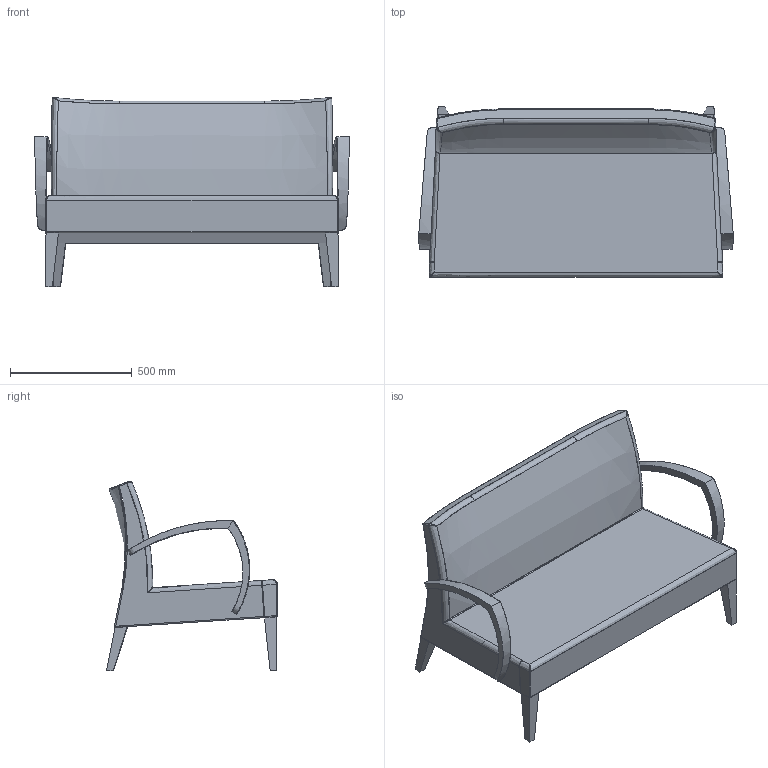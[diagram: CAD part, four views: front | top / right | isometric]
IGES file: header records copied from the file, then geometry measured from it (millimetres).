
Start section: SolidWorks IGES file using analytic representation for surfaces
Global section: file name: POLTRONA CASSIS M-292 D.IGS; native system: SolidWorks 2012; preprocessor: SolidWorks 2012; author: Adao; date: 121220.095644; units: millimetre
Bounding box: 1288.22 x 700.9 x 775.28 mm (x, y, z)
Surface area: 3430818.9 mm2 (no closed solid volume)
Topology: 0 solids, 0 shells, 135 faces, 1768 edges, 1760 vertices
Faces by surface type: bspline 84, revolution 51
